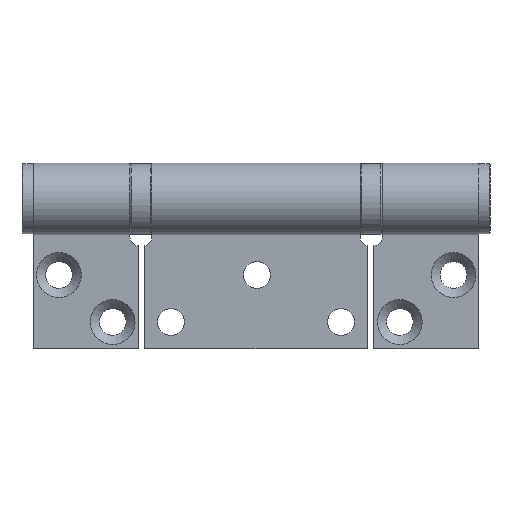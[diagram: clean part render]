
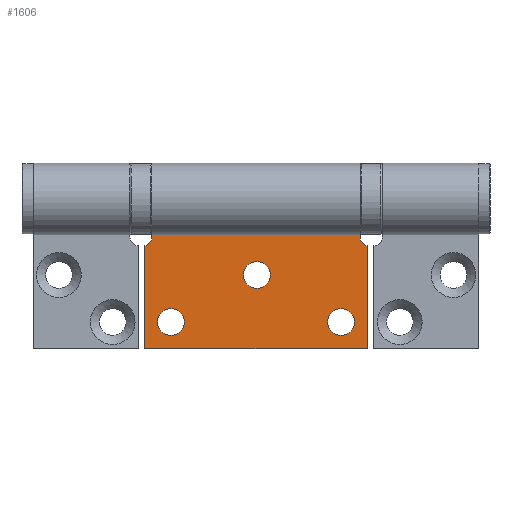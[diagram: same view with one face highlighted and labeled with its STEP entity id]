
A CAD part, left-side view. The second image highlights one B-rep face of the part: STEP entity #1606.
In plain terms, the highlighted face is planar.
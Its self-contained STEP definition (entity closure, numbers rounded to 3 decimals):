
#105=FACE_BOUND('',#301,.T.);
#106=FACE_BOUND('',#302,.T.);
#107=FACE_BOUND('',#303,.T.);
#140=PLANE('',#1853);
#211=FACE_OUTER_BOUND('',#300,.T.);
#300=EDGE_LOOP('',(#1239,#1240,#1241,#1242,#1243,#1244,#1245,#1246));
#301=EDGE_LOOP('',(#1247));
#302=EDGE_LOOP('',(#1248));
#303=EDGE_LOOP('',(#1249));
#395=LINE('',#2695,#478);
#402=LINE('',#2722,#485);
#405=LINE('',#2732,#488);
#413=LINE('',#2746,#496);
#415=LINE('',#2750,#498);
#416=LINE('',#2752,#499);
#478=VECTOR('',#2141,10.);
#485=VECTOR('',#2166,10.);
#488=VECTOR('',#2175,10.);
#496=VECTOR('',#2189,10.);
#498=VECTOR('',#2195,10.);
#499=VECTOR('',#2198,10.);
#570=CIRCLE('',#1820,3.);
#575=CIRCLE('',#1827,3.);
#580=CIRCLE('',#1834,3.);
#583=CIRCLE('',#1839,2.);
#585=CIRCLE('',#1842,2.);
#718=VERTEX_POINT('',#2661);
#723=VERTEX_POINT('',#2675);
#728=VERTEX_POINT('',#2689);
#729=VERTEX_POINT('',#2693);
#730=VERTEX_POINT('',#2694);
#735=VERTEX_POINT('',#2706);
#737=VERTEX_POINT('',#2712);
#738=VERTEX_POINT('',#2713);
#741=VERTEX_POINT('',#2721);
#745=VERTEX_POINT('',#2731);
#748=VERTEX_POINT('',#2744);
#906=EDGE_CURVE('',#718,#718,#570,.T.);
#913=EDGE_CURVE('',#723,#723,#575,.T.);
#920=EDGE_CURVE('',#728,#728,#580,.T.);
#921=EDGE_CURVE('',#729,#730,#395,.T.);
#927=EDGE_CURVE('',#735,#729,#583,.T.);
#930=EDGE_CURVE('',#737,#738,#585,.T.);
#934=EDGE_CURVE('',#741,#737,#402,.T.);
#939=EDGE_CURVE('',#735,#745,#405,.T.);
#947=EDGE_CURVE('',#748,#738,#413,.T.);
#949=EDGE_CURVE('',#741,#730,#415,.T.);
#950=EDGE_CURVE('',#748,#745,#416,.T.);
#1239=ORIENTED_EDGE('',*,*,#921,.T.);
#1240=ORIENTED_EDGE('',*,*,#949,.F.);
#1241=ORIENTED_EDGE('',*,*,#934,.T.);
#1242=ORIENTED_EDGE('',*,*,#930,.T.);
#1243=ORIENTED_EDGE('',*,*,#947,.F.);
#1244=ORIENTED_EDGE('',*,*,#950,.T.);
#1245=ORIENTED_EDGE('',*,*,#939,.F.);
#1246=ORIENTED_EDGE('',*,*,#927,.T.);
#1247=ORIENTED_EDGE('',*,*,#906,.T.);
#1248=ORIENTED_EDGE('',*,*,#913,.T.);
#1249=ORIENTED_EDGE('',*,*,#920,.T.);
#1606=ADVANCED_FACE('',(#211,#105,#106,#107),#140,.T.);
#1820=AXIS2_PLACEMENT_3D('',#2663,#2105,#2106);
#1827=AXIS2_PLACEMENT_3D('',#2677,#2121,#2122);
#1834=AXIS2_PLACEMENT_3D('',#2691,#2137,#2138);
#1839=AXIS2_PLACEMENT_3D('',#2707,#2151,#2152);
#1842=AXIS2_PLACEMENT_3D('',#2714,#2158,#2159);
#1853=AXIS2_PLACEMENT_3D('',#2751,#2196,#2197);
#2105=DIRECTION('center_axis',(0.,-1.,0.));
#2106=DIRECTION('ref_axis',(1.,0.,0.));
#2121=DIRECTION('center_axis',(0.,-1.,0.));
#2122=DIRECTION('ref_axis',(1.,0.,0.));
#2137=DIRECTION('center_axis',(0.,-1.,0.));
#2138=DIRECTION('ref_axis',(1.,0.,0.));
#2141=DIRECTION('',(0.,0.,1.));
#2151=DIRECTION('center_axis',(0.,-1.,0.));
#2152=DIRECTION('ref_axis',(-0.225,0.,0.974));
#2158=DIRECTION('center_axis',(0.,-1.,0.));
#2159=DIRECTION('ref_axis',(-1.,0.,0.));
#2166=DIRECTION('',(0.,0.,-1.));
#2175=DIRECTION('',(0.,0.,-1.));
#2189=DIRECTION('',(0.,0.,1.));
#2195=DIRECTION('',(-1.,0.,0.));
#2196=DIRECTION('center_axis',(0.,1.,0.));
#2197=DIRECTION('ref_axis',(0.,0.,1.));
#2198=DIRECTION('',(-1.,0.,0.));
#2661=CARTESIAN_POINT('',(-3.2,-5.,-17.));
#2663=CARTESIAN_POINT('Origin',(-0.2,-5.,-17.));
#2675=CARTESIAN_POINT('',(-22.,-5.,-27.5));
#2677=CARTESIAN_POINT('Origin',(-19.,-5.,-27.5));
#2689=CARTESIAN_POINT('',(16.,-5.,-27.5));
#2691=CARTESIAN_POINT('Origin',(19.,-5.,-27.5));
#2693=CARTESIAN_POINT('',(-23.25,-5.,-8.551));
#2694=CARTESIAN_POINT('',(-23.25,-5.,0.));
#2695=CARTESIAN_POINT('',(-23.25,-5.,-12.));
#2706=CARTESIAN_POINT('',(-24.8,-5.,-10.5));
#2707=CARTESIAN_POINT('Origin',(-25.25,-5.,-8.551));
#2712=CARTESIAN_POINT('',(23.25,-5.,-8.551));
#2713=CARTESIAN_POINT('',(24.8,-5.,-10.5));
#2714=CARTESIAN_POINT('Origin',(25.25,-5.,-8.551));
#2721=CARTESIAN_POINT('',(23.25,-5.,0.));
#2722=CARTESIAN_POINT('',(23.25,-5.,-21.026));
#2731=CARTESIAN_POINT('',(-24.8,-5.,-33.5));
#2732=CARTESIAN_POINT('',(-24.8,-5.,0.));
#2744=CARTESIAN_POINT('',(24.8,-5.,-33.5));
#2746=CARTESIAN_POINT('',(24.8,-5.,0.));
#2750=CARTESIAN_POINT('',(0.,-5.,0.));
#2751=CARTESIAN_POINT('Origin',(0.,-5.,-33.5));
#2752=CARTESIAN_POINT('',(0.,-5.,-33.5));
